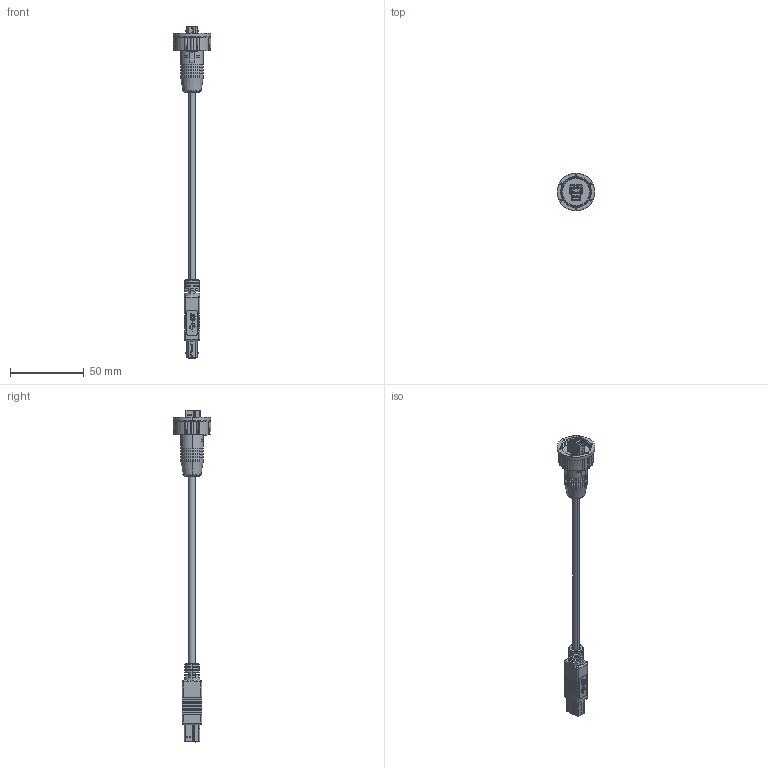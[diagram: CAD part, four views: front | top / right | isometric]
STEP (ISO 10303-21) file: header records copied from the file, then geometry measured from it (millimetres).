
FILE_DESCRIPTION (( 'STEP AP214' ), '1' );
FILE_NAME ('U3A00016_3D.STEP', '2020-04-02T22:21:56', ( '' ), ( '' ), 'SwSTEP 2.0', 'SolidWorks 2018', '' );
FILE_SCHEMA (( 'AUTOMOTIVE_DESIGN' ));
Length unit declared in the file: millimetre
Products named in the file (14): 1AJ03-036_1AJ03-037; 1AG01-282; U3A00016_3D; WPUSBAB-MA1; 1AA05-075; 1AA05-075-MA3___; MTN-597; MTN-598_NO CABLE; MTN-598_NO CBL; 1AA05-075-MA1___; 1AA05-075-MA3_SR CRIMPED; 1AA05-075-MA2___; MTN-972_without USB mark
Assembly tree (15 placements, depth 4):
  U3A00016_3D
    1AJ03-036_1AJ03-037
    1AG01-282
    WPUSBAB-MA1
    MTN-598_NO CABLE
      MTN-597
        1AA05-075-MA1___
        MTN-597
      1AA05-075-MA2___
      1AA05-075-MA3_SR CRIMPED
      MTN-598_NO CBL
    1AA05-075
      1AA05-075-MA1___
      1AA05-075-MA2___
      1AA05-075-MA3___
    MTN-972_without USB mark
Bounding box: 25.4 x 25.4 x 224.5 mm (x, y, z)
Volume: 17842.2 mm3; surface area: 18572.2 mm2
Topology: 32 solids, 32 shells, 2604 faces, 6777 edges, 4291 vertices
Faces by surface type: plane 1573, cylinder 489, bspline 310, torus 138, sphere 48, cone 46
Entity records: 70739 total; most frequent: CARTESIAN_POINT 22116, ORIENTED_EDGE 10044, DIRECTION 9058, EDGE_CURVE 5022, VERTEX_POINT 3167, VECTOR 3096, LINE 3096, AXIS2_PLACEMENT_3D 2981
